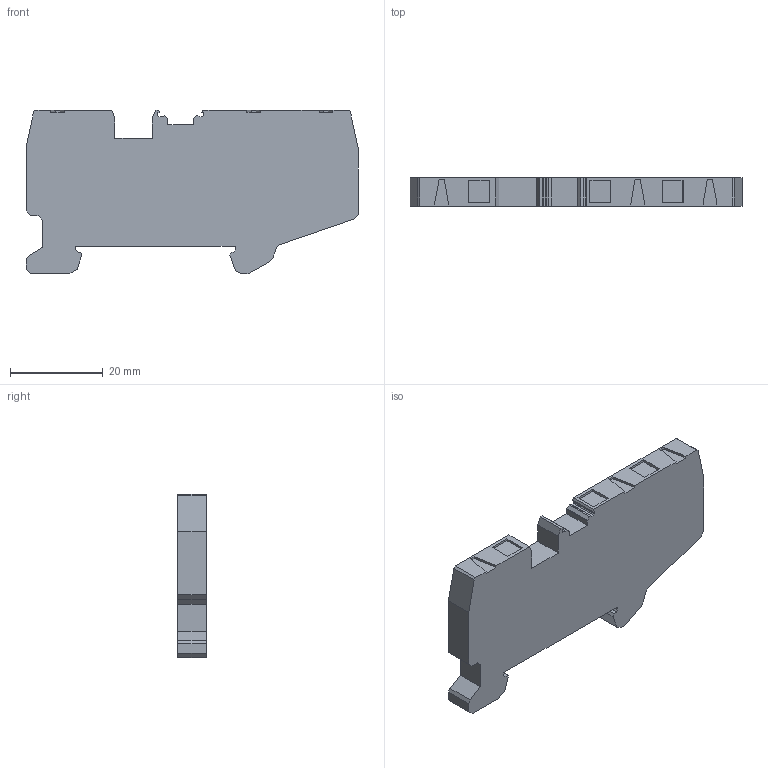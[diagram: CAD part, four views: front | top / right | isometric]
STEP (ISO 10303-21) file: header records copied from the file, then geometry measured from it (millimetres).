
FILE_DESCRIPTION( ('This file contains a STEP AP42 implementation' ,'as created by ZW3D STEP Interface translator.') ,'2;1' );
FILE_NAME( 'GUS4-103諉盄.stp' ,'22 222.141013', (''), ('ZWCAD Software Co.'), 'Version 1.0', 'ZW3D to STEP translator', '' );
FILE_SCHEMA(('AUTOMOTIVE_DESIGN'));
Length unit declared in the file: millimetre
Products named in the file (1): 0
Bounding box: 71.7 x 6.2 x 35.4 mm (x, y, z)
Volume: 12620.8 mm3; surface area: 5622 mm2
Topology: 1 solids, 1 shells, 103 faces, 294 edges, 196 vertices
Faces by surface type: bspline 103
Entity records: 3815 total; most frequent: CARTESIAN_POINT 2000, ORIENTED_EDGE 588, EDGE_CURVE 294, B_SPLINE_CURVE_WITH_KNOTS 223, VERTEX_POINT 196, EDGE_LOOP 106, FACE_OUTER_BOUND 103, ADVANCED_FACE 103
